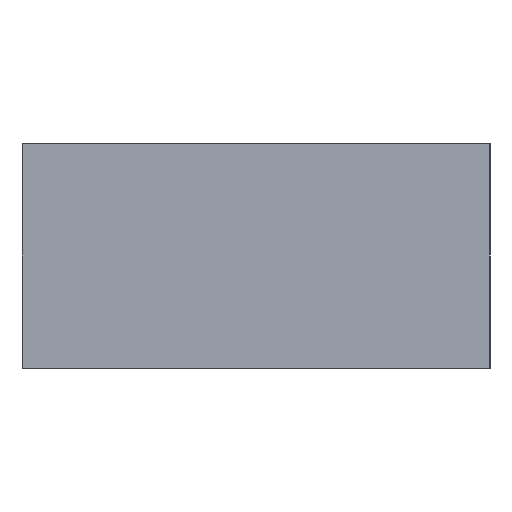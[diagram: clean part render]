
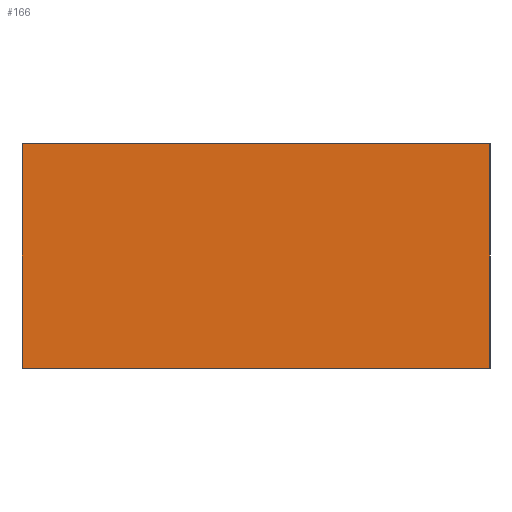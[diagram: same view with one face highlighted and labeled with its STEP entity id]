
A CAD part, left-side view. The second image highlights one B-rep face of the part: STEP entity #166.
In plain terms, the highlighted planar face has unit normal (-1, 0, 0).
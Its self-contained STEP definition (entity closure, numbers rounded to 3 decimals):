
#166=ADVANCED_FACE('',(#196),#182,.T.);
#182=PLANE('',#435);
#196=FACE_OUTER_BOUND('',#214,.T.);
#214=EDGE_LOOP('',(#280,#281,#282,#283));
#280=ORIENTED_EDGE('',*,*,#346,.T.);
#281=ORIENTED_EDGE('',*,*,#342,.F.);
#282=ORIENTED_EDGE('',*,*,#338,.F.);
#283=ORIENTED_EDGE('',*,*,#313,.T.);
#288=VERTEX_POINT('',#509);
#290=VERTEX_POINT('',#512);
#308=VERTEX_POINT('',#563);
#310=VERTEX_POINT('',#571);
#313=EDGE_CURVE('',#290,#288,#349,.T.);
#338=EDGE_CURVE('',#290,#308,#374,.T.);
#342=EDGE_CURVE('',#308,#310,#378,.T.);
#346=EDGE_CURVE('',#288,#310,#382,.T.);
#349=LINE('',#511,#385);
#374=LINE('',#562,#410);
#378=LINE('',#570,#414);
#382=LINE('',#578,#418);
#385=VECTOR('',#440,1.);
#410=VECTOR('',#481,1.);
#414=VECTOR('',#489,1.);
#418=VECTOR('',#497,1.);
#435=AXIS2_PLACEMENT_3D('',#582,#503,#504);
#440=DIRECTION('',(0.,-1.,0.));
#481=DIRECTION('',(0.,0.,1.));
#489=DIRECTION('',(0.,-1.,0.));
#497=DIRECTION('',(0.,0.,1.));
#503=DIRECTION('',(-1.,0.,0.));
#504=DIRECTION('',(0.,1.,0.));
#509=CARTESIAN_POINT('',(-1.005,-0.625,0.076));
#511=CARTESIAN_POINT('',(-1.005,0.625,0.076));
#512=CARTESIAN_POINT('',(-1.005,0.625,0.076));
#562=CARTESIAN_POINT('',(-1.005,0.625,0.076));
#563=CARTESIAN_POINT('',(-1.005,0.625,0.676));
#570=CARTESIAN_POINT('',(-1.005,0.625,0.676));
#571=CARTESIAN_POINT('',(-1.005,-0.625,0.676));
#578=CARTESIAN_POINT('',(-1.005,-0.625,0.076));
#582=CARTESIAN_POINT('',(-1.005,0.625,0.076));
